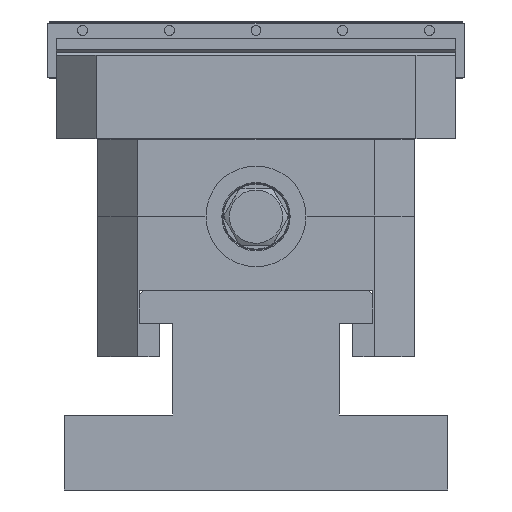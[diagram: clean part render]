
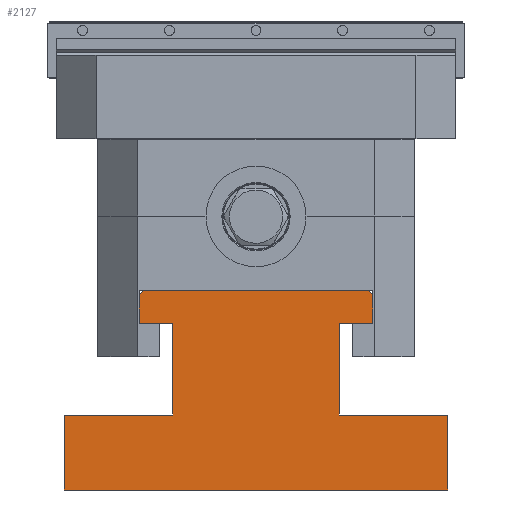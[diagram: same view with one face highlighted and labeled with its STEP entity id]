
A CAD part, left-side view. The second image highlights one B-rep face of the part: STEP entity #2127.
In plain terms, the highlighted planar face has unit normal (-1, 0, 0).
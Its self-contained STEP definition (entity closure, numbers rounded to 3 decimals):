
#2127=ADVANCED_FACE('',(#3197),#2839,.T.);
#2839=PLANE('',#11448);
#3197=FACE_OUTER_BOUND('',#3538,.T.);
#3538=EDGE_LOOP('',(#4723,#4724,#4725,#4726,#4727,#4728,#4729,#4730,#4731,
#4732,#4733,#4734,#4735,#4736));
#4723=ORIENTED_EDGE('',*,*,#8517,.T.);
#4724=ORIENTED_EDGE('',*,*,#8523,.T.);
#4725=ORIENTED_EDGE('',*,*,#8524,.F.);
#4726=ORIENTED_EDGE('',*,*,#8525,.T.);
#4727=ORIENTED_EDGE('',*,*,#8526,.T.);
#4728=ORIENTED_EDGE('',*,*,#8527,.T.);
#4729=ORIENTED_EDGE('',*,*,#8493,.F.);
#4730=ORIENTED_EDGE('',*,*,#8528,.T.);
#4731=ORIENTED_EDGE('',*,*,#8521,.T.);
#4732=ORIENTED_EDGE('',*,*,#8529,.F.);
#4733=ORIENTED_EDGE('',*,*,#8530,.F.);
#4734=ORIENTED_EDGE('',*,*,#8531,.F.);
#4735=ORIENTED_EDGE('',*,*,#8509,.T.);
#4736=ORIENTED_EDGE('',*,*,#8532,.T.);
#7421=VERTEX_POINT('',#15980);
#7422=VERTEX_POINT('',#15982);
#7437=VERTEX_POINT('',#16016);
#7438=VERTEX_POINT('',#16018);
#7445=VERTEX_POINT('',#16033);
#7446=VERTEX_POINT('',#16035);
#7449=VERTEX_POINT('',#16042);
#7450=VERTEX_POINT('',#16044);
#7451=VERTEX_POINT('',#16048);
#7452=VERTEX_POINT('',#16050);
#7453=VERTEX_POINT('',#16052);
#7454=VERTEX_POINT('',#16054);
#7455=VERTEX_POINT('',#16058);
#7456=VERTEX_POINT('',#16060);
#8493=EDGE_CURVE('',#7421,#7422,#9857,.T.);
#8509=EDGE_CURVE('',#7438,#7437,#9873,.T.);
#8517=EDGE_CURVE('',#7446,#7445,#9879,.T.);
#8521=EDGE_CURVE('',#7450,#7449,#9883,.T.);
#8523=EDGE_CURVE('',#7445,#7451,#9885,.T.);
#8524=EDGE_CURVE('',#7452,#7451,#9886,.T.);
#8525=EDGE_CURVE('',#7452,#7453,#9887,.T.);
#8526=EDGE_CURVE('',#7453,#7454,#9888,.T.);
#8527=EDGE_CURVE('',#7454,#7422,#9889,.T.);
#8528=EDGE_CURVE('',#7421,#7450,#9890,.T.);
#8529=EDGE_CURVE('',#7455,#7449,#9891,.T.);
#8530=EDGE_CURVE('',#7456,#7455,#9892,.T.);
#8531=EDGE_CURVE('',#7438,#7456,#9893,.T.);
#8532=EDGE_CURVE('',#7437,#7446,#9894,.T.);
#9857=LINE('',#15981,#10653);
#9873=LINE('',#16017,#10669);
#9879=LINE('',#16034,#10675);
#9883=LINE('',#16043,#10679);
#9885=LINE('',#16047,#10681);
#9886=LINE('',#16049,#10682);
#9887=LINE('',#16051,#10683);
#9888=LINE('',#16053,#10684);
#9889=LINE('',#16055,#10685);
#9890=LINE('',#16056,#10686);
#9891=LINE('',#16057,#10687);
#9892=LINE('',#16059,#10688);
#9893=LINE('',#16061,#10689);
#9894=LINE('',#16062,#10690);
#10653=VECTOR('',#12696,1.);
#10669=VECTOR('',#12720,1.);
#10675=VECTOR('',#12732,1.);
#10679=VECTOR('',#12738,1.);
#10681=VECTOR('',#12742,1.);
#10682=VECTOR('',#12743,1.);
#10683=VECTOR('',#12744,1.);
#10684=VECTOR('',#12745,1.);
#10685=VECTOR('',#12746,1.);
#10686=VECTOR('',#12747,1.);
#10687=VECTOR('',#12748,1.);
#10688=VECTOR('',#12749,1.);
#10689=VECTOR('',#12750,1.);
#10690=VECTOR('',#12751,1.);
#11448=AXIS2_PLACEMENT_3D('',#16063,#12752,#12753);
#12696=DIRECTION('',(0.,0.,1.));
#12720=DIRECTION('',(0.,0.,1.));
#12732=DIRECTION('',(0.,1.,0.));
#12738=DIRECTION('',(0.,0.,1.));
#12742=DIRECTION('',(0.,0.707,-0.707));
#12743=DIRECTION('',(0.,0.,1.));
#12744=DIRECTION('',(0.,-1.,0.));
#12745=DIRECTION('',(0.,0.,-1.));
#12746=DIRECTION('',(0.,1.,0.));
#12747=DIRECTION('',(0.,-1.,0.));
#12748=DIRECTION('',(0.,-1.,0.));
#12749=DIRECTION('',(0.,0.,-1.));
#12750=DIRECTION('',(0.,1.,0.));
#12751=DIRECTION('',(0.,0.707,0.707));
#12752=DIRECTION('',(-1.,0.,0.));
#12753=DIRECTION('',(0.,0.,1.));
#15980=CARTESIAN_POINT('',(224.778,100.,-10.6));
#15981=CARTESIAN_POINT('',(224.778,100.,-10.9));
#15982=CARTESIAN_POINT('',(224.778,100.,11.9));
#16016=CARTESIAN_POINT('',(224.778,7.5,48.));
#16017=CARTESIAN_POINT('',(224.778,7.5,-10.9));
#16018=CARTESIAN_POINT('',(224.778,7.5,39.4));
#16033=CARTESIAN_POINT('',(224.778,76.1,49.4));
#16034=CARTESIAN_POINT('',(224.778,42.5,49.4));
#16035=CARTESIAN_POINT('',(224.778,8.9,49.4));
#16042=CARTESIAN_POINT('',(224.778,-15.,11.9));
#16043=CARTESIAN_POINT('',(224.778,-15.,-10.9));
#16044=CARTESIAN_POINT('',(224.778,-15.,-10.6));
#16047=CARTESIAN_POINT('',(224.778,89.45,36.05));
#16048=CARTESIAN_POINT('',(224.778,77.5,48.));
#16049=CARTESIAN_POINT('',(224.778,77.5,-10.9));
#16050=CARTESIAN_POINT('',(224.778,77.5,39.4));
#16051=CARTESIAN_POINT('',(224.778,100.,39.4));
#16052=CARTESIAN_POINT('',(224.778,67.5,39.4));
#16053=CARTESIAN_POINT('',(224.778,67.5,-10.9));
#16054=CARTESIAN_POINT('',(224.778,67.5,11.9));
#16055=CARTESIAN_POINT('',(224.778,42.5,11.9));
#16056=CARTESIAN_POINT('',(224.778,42.5,-10.6));
#16057=CARTESIAN_POINT('',(224.778,42.5,11.9));
#16058=CARTESIAN_POINT('',(224.778,17.5,11.9));
#16059=CARTESIAN_POINT('',(224.778,17.5,-10.9));
#16060=CARTESIAN_POINT('',(224.778,17.5,39.4));
#16061=CARTESIAN_POINT('',(224.778,42.5,39.4));
#16062=CARTESIAN_POINT('',(224.778,-4.45,36.05));
#16063=CARTESIAN_POINT('',(224.778,42.5,-10.9));
